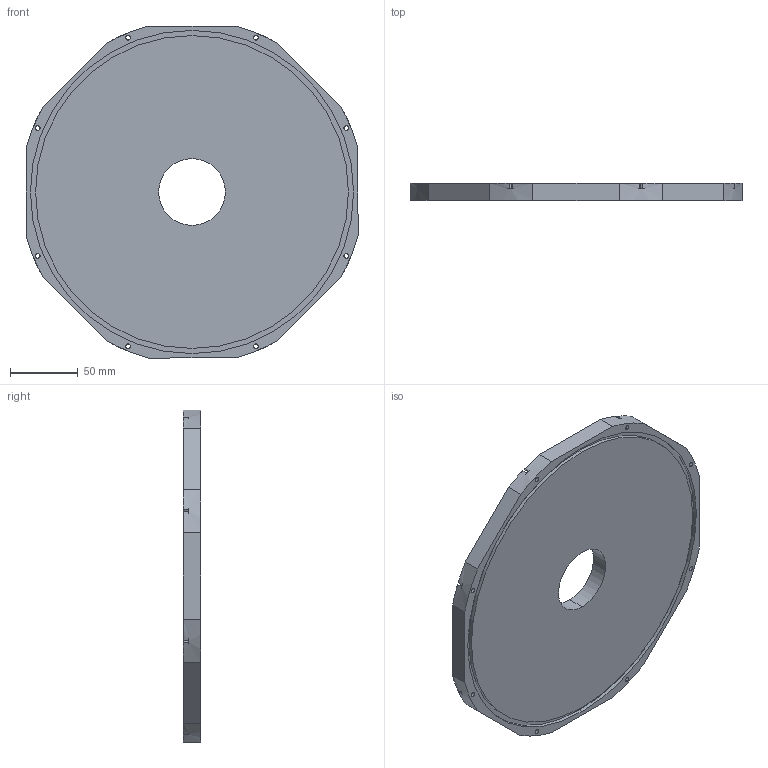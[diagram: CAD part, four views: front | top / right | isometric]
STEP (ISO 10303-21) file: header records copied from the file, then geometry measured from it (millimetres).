
FILE_DESCRIPTION (( 'STEP AP214' ), '1' );
FILE_NAME ('ND8_Backplate_ISO_100.STEP', '2023-11-09T23:48:07', ( '' ), ( '' ), 'SwSTEP 2.0', 'SolidWorks 2023', '' );
FILE_SCHEMA (( 'AUTOMOTIVE_DESIGN' ));
Length unit declared in the file: inch
Products named in the file (1): ND8_Backplate_ISO_100
Bounding box: 244.6 x 12.7 x 244.6 mm (x, y, z)
Volume: 580090.2 mm3; surface area: 113689.6 mm2
Topology: 1 solids, 1 shells, 112 faces, 302 edges, 188 vertices
Faces by surface type: cylinder 74, plane 22, cone 16
Entity records: 3533 total; most frequent: DIRECTION 676, CARTESIAN_POINT 587, ORIENTED_EDGE 572, EDGE_CURVE 286, AXIS2_PLACEMENT_3D 277, VERTEX_POINT 188, CIRCLE 164, EDGE_LOOP 142
